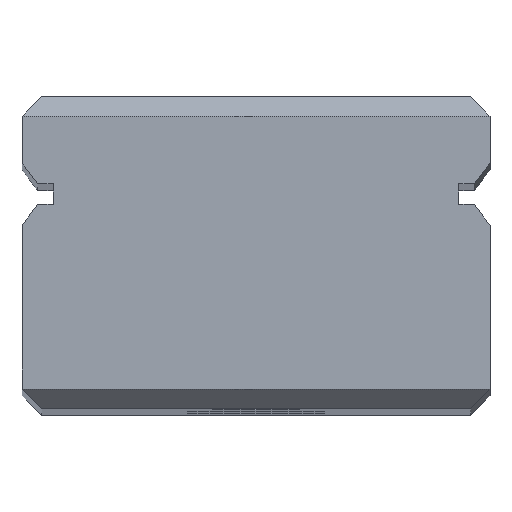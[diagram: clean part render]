
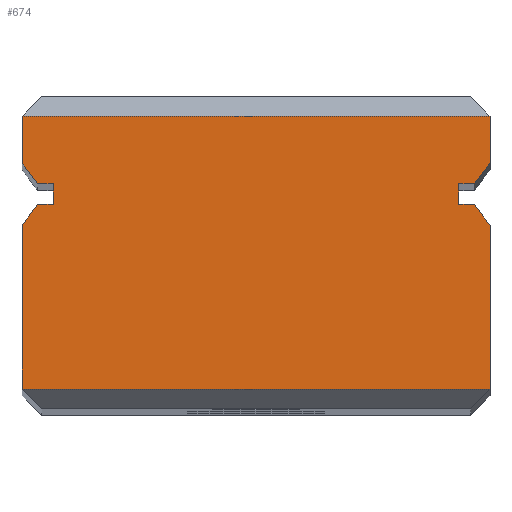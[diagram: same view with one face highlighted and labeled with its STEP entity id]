
A CAD part, top view. The second image highlights one B-rep face of the part: STEP entity #674.
In plain terms, the highlighted planar face has unit normal (0, 0, 1).
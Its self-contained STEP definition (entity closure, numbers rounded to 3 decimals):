
#190 = VERTEX_POINT('',#191);
#191 = CARTESIAN_POINT('',(-6.,6.3,100.));
#197 = EDGE_CURVE('',#190,#198,#200,.T.);
#198 = VERTEX_POINT('',#199);
#199 = CARTESIAN_POINT('',(-6.,7.5,100.));
#200 = LINE('',#201,#202);
#201 = CARTESIAN_POINT('',(-6.,6.3,100.));
#202 = VECTOR('',#203,1.);
#203 = DIRECTION('',(0.,1.,0.));
#221 = VERTEX_POINT('',#222);
#222 = CARTESIAN_POINT('',(6.,7.5,100.));
#228 = EDGE_CURVE('',#221,#229,#231,.T.);
#229 = VERTEX_POINT('',#230);
#230 = CARTESIAN_POINT('',(6.,6.3,100.));
#231 = LINE('',#232,#233);
#232 = CARTESIAN_POINT('',(6.,8.,100.));
#233 = VECTOR('',#234,1.);
#234 = DIRECTION('',(0.,-1.,0.));
#251 = EDGE_CURVE('',#190,#252,#254,.T.);
#252 = VERTEX_POINT('',#253);
#253 = CARTESIAN_POINT('',(-5.6,5.767,100.));
#254 = LINE('',#255,#256);
#255 = CARTESIAN_POINT('',(-6.,6.3,100.));
#256 = VECTOR('',#257,1.);
#257 = DIRECTION('',(0.6,-0.8,0.));
#275 = EDGE_CURVE('',#229,#276,#278,.T.);
#276 = VERTEX_POINT('',#277);
#277 = CARTESIAN_POINT('',(5.6,5.767,100.));
#278 = LINE('',#279,#280);
#279 = CARTESIAN_POINT('',(6.,6.3,100.));
#280 = VECTOR('',#281,1.);
#281 = DIRECTION('',(-0.6,-0.8,0.));
#299 = EDGE_CURVE('',#252,#300,#302,.T.);
#300 = VERTEX_POINT('',#301);
#301 = CARTESIAN_POINT('',(-5.2,5.767,100.));
#302 = LINE('',#303,#304);
#303 = CARTESIAN_POINT('',(-5.6,5.767,100.));
#304 = VECTOR('',#305,1.);
#305 = DIRECTION('',(1.,0.,0.));
#323 = VERTEX_POINT('',#324);
#324 = CARTESIAN_POINT('',(5.2,5.767,100.));
#330 = EDGE_CURVE('',#323,#276,#331,.T.);
#331 = LINE('',#332,#333);
#332 = CARTESIAN_POINT('',(5.2,5.767,100.));
#333 = VECTOR('',#334,1.);
#334 = DIRECTION('',(1.,0.,0.));
#347 = EDGE_CURVE('',#300,#348,#350,.T.);
#348 = VERTEX_POINT('',#349);
#349 = CARTESIAN_POINT('',(-5.2,5.233,100.));
#350 = LINE('',#351,#352);
#351 = CARTESIAN_POINT('',(-5.2,5.767,100.));
#352 = VECTOR('',#353,1.);
#353 = DIRECTION('',(0.,-1.,0.));
#371 = VERTEX_POINT('',#372);
#372 = CARTESIAN_POINT('',(5.2,5.233,100.));
#378 = EDGE_CURVE('',#371,#323,#379,.T.);
#379 = LINE('',#380,#381);
#380 = CARTESIAN_POINT('',(5.2,5.233,100.));
#381 = VECTOR('',#382,1.);
#382 = DIRECTION('',(0.,1.,0.));
#395 = EDGE_CURVE('',#348,#396,#398,.T.);
#396 = VERTEX_POINT('',#397);
#397 = CARTESIAN_POINT('',(-5.6,5.233,100.));
#398 = LINE('',#399,#400);
#399 = CARTESIAN_POINT('',(-5.2,5.233,100.));
#400 = VECTOR('',#401,1.);
#401 = DIRECTION('',(-1.,0.,0.));
#419 = VERTEX_POINT('',#420);
#420 = CARTESIAN_POINT('',(5.6,5.233,100.));
#426 = EDGE_CURVE('',#419,#371,#427,.T.);
#427 = LINE('',#428,#429);
#428 = CARTESIAN_POINT('',(5.6,5.233,100.));
#429 = VECTOR('',#430,1.);
#430 = DIRECTION('',(-1.,0.,0.));
#443 = EDGE_CURVE('',#396,#444,#446,.T.);
#444 = VERTEX_POINT('',#445);
#445 = CARTESIAN_POINT('',(-6.,4.7,100.));
#446 = LINE('',#447,#448);
#447 = CARTESIAN_POINT('',(-5.6,5.233,100.));
#448 = VECTOR('',#449,1.);
#449 = DIRECTION('',(-0.6,-0.8,0.));
#467 = EDGE_CURVE('',#419,#468,#470,.T.);
#468 = VERTEX_POINT('',#469);
#469 = CARTESIAN_POINT('',(6.,4.7,100.));
#470 = LINE('',#471,#472);
#471 = CARTESIAN_POINT('',(5.6,5.233,100.));
#472 = VECTOR('',#473,1.);
#473 = DIRECTION('',(0.6,-0.8,0.));
#492 = VERTEX_POINT('',#493);
#493 = CARTESIAN_POINT('',(-6.,0.5,100.));
#499 = EDGE_CURVE('',#492,#444,#500,.T.);
#500 = LINE('',#501,#502);
#501 = CARTESIAN_POINT('',(-6.,0.,100.));
#502 = VECTOR('',#503,1.);
#503 = DIRECTION('',(0.,1.,0.));
#516 = EDGE_CURVE('',#468,#517,#519,.T.);
#517 = VERTEX_POINT('',#518);
#518 = CARTESIAN_POINT('',(6.,0.5,100.));
#519 = LINE('',#520,#521);
#520 = CARTESIAN_POINT('',(6.,4.7,100.));
#521 = VECTOR('',#522,1.);
#522 = DIRECTION('',(0.,-1.,0.));
#674 = ADVANCED_FACE('',(#675),#703,.F.);
#675 = FACE_BOUND('',#676,.F.);
#676 = EDGE_LOOP('',(#677,#683,#684,#685,#686,#687,#688,#689,#690,#696,
    #697,#698,#699,#700,#701,#702));
#677 = ORIENTED_EDGE('',*,*,#678,.T.);
#678 = EDGE_CURVE('',#517,#492,#679,.T.);
#679 = LINE('',#680,#681);
#680 = CARTESIAN_POINT('',(5.5,0.5,100.));
#681 = VECTOR('',#682,1.);
#682 = DIRECTION('',(-1.,0.,0.));
#683 = ORIENTED_EDGE('',*,*,#499,.T.);
#684 = ORIENTED_EDGE('',*,*,#443,.F.);
#685 = ORIENTED_EDGE('',*,*,#395,.F.);
#686 = ORIENTED_EDGE('',*,*,#347,.F.);
#687 = ORIENTED_EDGE('',*,*,#299,.F.);
#688 = ORIENTED_EDGE('',*,*,#251,.F.);
#689 = ORIENTED_EDGE('',*,*,#197,.T.);
#690 = ORIENTED_EDGE('',*,*,#691,.T.);
#691 = EDGE_CURVE('',#198,#221,#692,.T.);
#692 = LINE('',#693,#694);
#693 = CARTESIAN_POINT('',(-5.5,7.5,100.));
#694 = VECTOR('',#695,1.);
#695 = DIRECTION('',(1.,0.,0.));
#696 = ORIENTED_EDGE('',*,*,#228,.T.);
#697 = ORIENTED_EDGE('',*,*,#275,.T.);
#698 = ORIENTED_EDGE('',*,*,#330,.F.);
#699 = ORIENTED_EDGE('',*,*,#378,.F.);
#700 = ORIENTED_EDGE('',*,*,#426,.F.);
#701 = ORIENTED_EDGE('',*,*,#467,.T.);
#702 = ORIENTED_EDGE('',*,*,#516,.T.);
#703 = PLANE('',#704);
#704 = AXIS2_PLACEMENT_3D('',#705,#706,#707);
#705 = CARTESIAN_POINT('',(0.,4.076,100.));
#706 = DIRECTION('',(0.,0.,-1.));
#707 = DIRECTION('',(0.,1.,0.));
